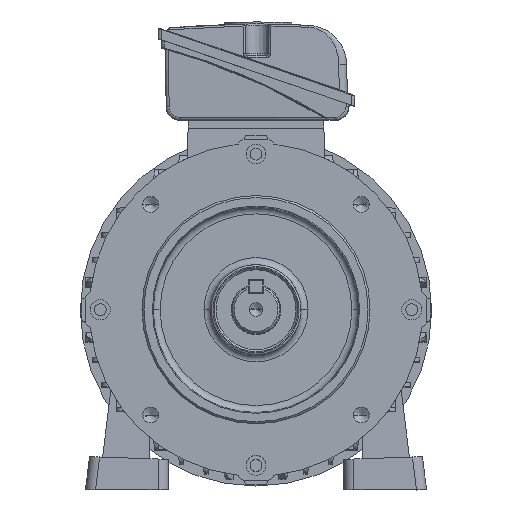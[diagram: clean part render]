
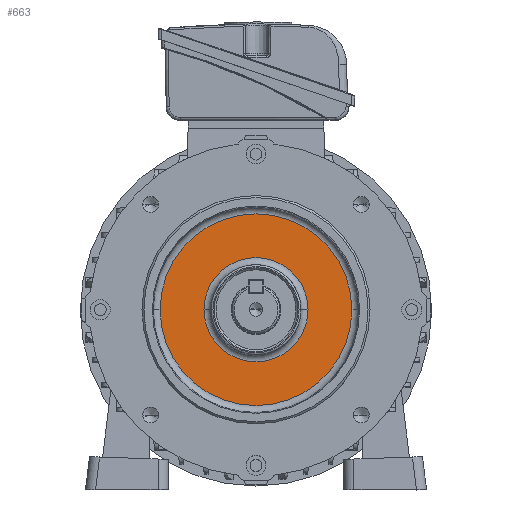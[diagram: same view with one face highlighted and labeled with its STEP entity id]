
A CAD part, top view. The second image highlights one B-rep face of the part: STEP entity #663.
In plain terms, the highlighted planar face has unit normal (0, 0, 1).
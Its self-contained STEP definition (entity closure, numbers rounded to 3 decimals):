
#374 = DIRECTION ( 'NONE',  ( 1., 0., 0. ) ) ;
#663 = ADVANCED_FACE ( 'NONE', ( #30375, #29848 ), #18415, .F. ) ;
#1293 = DIRECTION ( 'NONE',  ( 1., 0., 0. ) ) ;
#1366 = DIRECTION ( 'NONE',  ( -1., 0., 0. ) ) ;
#1385 = CARTESIAN_POINT ( 'NONE',  ( -26.083, 0., 0. ) ) ;
#4645 = DIRECTION ( 'NONE',  ( 0., 0., 1. ) ) ;
#5312 = CARTESIAN_POINT ( 'NONE',  ( 0., 0., 0. ) ) ;
#5382 = CARTESIAN_POINT ( 'NONE',  ( 0., 26.083, 0. ) ) ;
#5913 = DIRECTION ( 'NONE',  ( 0., 0., -1. ) ) ;
#6390 = CIRCLE ( 'NONE', #9759, 26.083 ) ;
#6652 = DIRECTION ( 'NONE',  ( 1., 0., 0. ) ) ;
#8259 = VERTEX_POINT ( 'NONE', #27886 ) ;
#8340 = AXIS2_PLACEMENT_3D ( 'NONE', #5312, #45243, #1293 ) ;
#9759 = AXIS2_PLACEMENT_3D ( 'NONE', #17152, #4645, #374 ) ;
#11320 = DIRECTION ( 'NONE',  ( 1., 0., 0. ) ) ;
#12858 = ORIENTED_EDGE ( 'NONE', *, *, #49709, .F. ) ;
#13048 = EDGE_CURVE ( 'NONE', #49253, #29023, #6390, .T. ) ;
#17025 = EDGE_CURVE ( 'NONE', #8259, #43183, #22789, .T. ) ;
#17152 = CARTESIAN_POINT ( 'NONE',  ( 0., 0., 0. ) ) ;
#17990 = AXIS2_PLACEMENT_3D ( 'NONE', #5382, #5913, #1366 ) ;
#18415 = PLANE ( 'NONE',  #17990 ) ;
#20320 = AXIS2_PLACEMENT_3D ( 'NONE', #51356, #47108, #6652 ) ;
#20446 = ORIENTED_EDGE ( 'NONE', *, *, #13048, .F. ) ;
#22789 = CIRCLE ( 'NONE', #8340, 48.018 ) ;
#23455 = EDGE_CURVE ( 'NONE', #43183, #8259, #35725, .T. ) ;
#23816 = AXIS2_PLACEMENT_3D ( 'NONE', #38311, #31544, #11320 ) ;
#27886 = CARTESIAN_POINT ( 'NONE',  ( -48.018, 0., 0. ) ) ;
#27992 = ORIENTED_EDGE ( 'NONE', *, *, #23455, .T. ) ;
#29023 = VERTEX_POINT ( 'NONE', #45852 ) ;
#29848 = FACE_OUTER_BOUND ( 'NONE', #42406, .T. ) ;
#30375 = FACE_BOUND ( 'NONE', #42120, .T. ) ;
#30420 = CARTESIAN_POINT ( 'NONE',  ( 48.018, 0., 0. ) ) ;
#31544 = DIRECTION ( 'NONE',  ( 0., 0., 1. ) ) ;
#32777 = ORIENTED_EDGE ( 'NONE', *, *, #17025, .T. ) ;
#35725 = CIRCLE ( 'NONE', #23816, 48.018 ) ;
#38311 = CARTESIAN_POINT ( 'NONE',  ( 0., 0., 0. ) ) ;
#39145 = CIRCLE ( 'NONE', #20320, 26.083 ) ;
#42120 = EDGE_LOOP ( 'NONE', ( #12858, #20446 ) ) ;
#42406 = EDGE_LOOP ( 'NONE', ( #27992, #32777 ) ) ;
#43183 = VERTEX_POINT ( 'NONE', #30420 ) ;
#45243 = DIRECTION ( 'NONE',  ( 0., 0., 1. ) ) ;
#45852 = CARTESIAN_POINT ( 'NONE',  ( 26.083, 0., 0. ) ) ;
#47108 = DIRECTION ( 'NONE',  ( 0., 0., 1. ) ) ;
#49253 = VERTEX_POINT ( 'NONE', #1385 ) ;
#49709 = EDGE_CURVE ( 'NONE', #29023, #49253, #39145, .T. ) ;
#51356 = CARTESIAN_POINT ( 'NONE',  ( 0., 0., 0. ) ) ;
